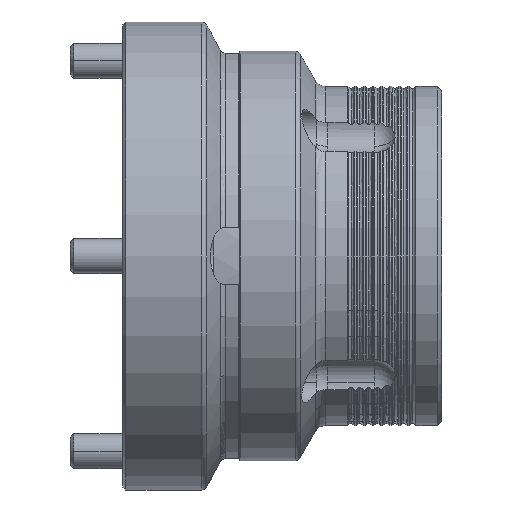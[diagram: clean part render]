
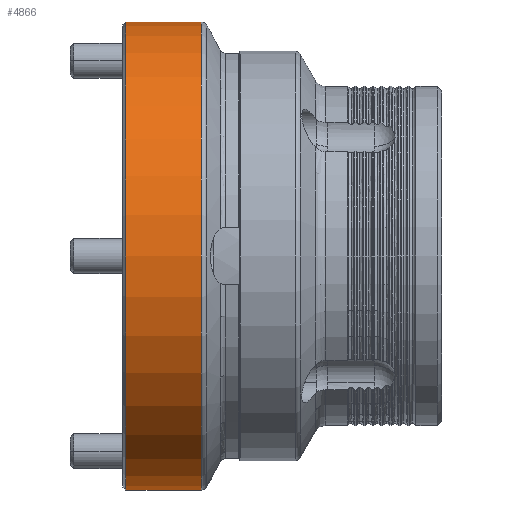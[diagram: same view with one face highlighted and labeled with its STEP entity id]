
A CAD part, front view. The second image highlights one B-rep face of the part: STEP entity #4866.
In plain terms, the highlighted cylindrical face has radius 80 mm (diameter 160 mm), a partial arc.
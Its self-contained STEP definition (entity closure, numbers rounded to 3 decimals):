
#145 = ORIENTED_EDGE ( 'NONE', *, *, #216, .T. ) ;
#216 = EDGE_CURVE ( 'NONE', #12512, #1201, #2420, .T. ) ;
#243 = EDGE_CURVE ( 'NONE', #11052, #12512, #1980, .T. ) ;
#329 = AXIS2_PLACEMENT_3D ( 'NONE', #13880, #5477, #15279 ) ;
#1129 = ORIENTED_EDGE ( 'NONE', *, *, #7925, .T. ) ;
#1201 = VERTEX_POINT ( 'NONE', #14035 ) ;
#1980 = LINE ( 'NONE', #17964, #13173 ) ;
#2018 = CARTESIAN_POINT ( 'NONE',  ( 26.845, 0., 80. ) ) ;
#2420 = CIRCLE ( 'NONE', #4772, 80. ) ;
#3030 = CARTESIAN_POINT ( 'NONE',  ( 1., 0., 80. ) ) ;
#4072 = DIRECTION ( 'NONE',  ( -1., 0., 0. ) ) ;
#4260 = DIRECTION ( 'NONE',  ( 0., 0., 1. ) ) ;
#4772 = AXIS2_PLACEMENT_3D ( 'NONE', #9626, #18021, #8234 ) ;
#4866 = ADVANCED_FACE ( 'NONE', ( #7774 ), #11060, .T. ) ;
#5477 = DIRECTION ( 'NONE',  ( -1., 0., 0. ) ) ;
#5549 = CIRCLE ( 'NONE', #329, 80. ) ;
#5581 = LINE ( 'NONE', #15734, #11705 ) ;
#6006 = ORIENTED_EDGE ( 'NONE', *, *, #9139, .F. ) ;
#6506 = ORIENTED_EDGE ( 'NONE', *, *, #243, .T. ) ;
#7774 = FACE_OUTER_BOUND ( 'NONE', #13504, .T. ) ;
#7925 = EDGE_CURVE ( 'NONE', #9457, #11052, #5549, .T. ) ;
#8168 = DIRECTION ( 'NONE',  ( -1., 0., 0. ) ) ;
#8234 = DIRECTION ( 'NONE',  ( 0., 0., -1. ) ) ;
#9139 = EDGE_CURVE ( 'NONE', #9457, #1201, #5581, .T. ) ;
#9457 = VERTEX_POINT ( 'NONE', #15103 ) ;
#9626 = CARTESIAN_POINT ( 'NONE',  ( 1., 0., 0. ) ) ;
#11052 = VERTEX_POINT ( 'NONE', #2018 ) ;
#11060 = CYLINDRICAL_SURFACE ( 'NONE', #15788, 80. ) ;
#11705 = VECTOR ( 'NONE', #12900, 1000. ) ;
#12512 = VERTEX_POINT ( 'NONE', #3030 ) ;
#12900 = DIRECTION ( 'NONE',  ( -1., 0., 0. ) ) ;
#13173 = VECTOR ( 'NONE', #8168, 1000. ) ;
#13504 = EDGE_LOOP ( 'NONE', ( #6006, #1129, #6506, #145 ) ) ;
#13880 = CARTESIAN_POINT ( 'NONE',  ( 26.845, 0., 0. ) ) ;
#14035 = CARTESIAN_POINT ( 'NONE',  ( 1., 0., -80. ) ) ;
#15103 = CARTESIAN_POINT ( 'NONE',  ( 26.845, 0., -80. ) ) ;
#15279 = DIRECTION ( 'NONE',  ( 0., 0., -1. ) ) ;
#15734 = CARTESIAN_POINT ( 'NONE',  ( -3.261, 0., -80. ) ) ;
#15788 = AXIS2_PLACEMENT_3D ( 'NONE', #18029, #4072, #4260 ) ;
#17964 = CARTESIAN_POINT ( 'NONE',  ( -3.261, 0., 80. ) ) ;
#18021 = DIRECTION ( 'NONE',  ( 1., 0., 0. ) ) ;
#18029 = CARTESIAN_POINT ( 'NONE',  ( -3.261, 0., 0. ) ) ;
